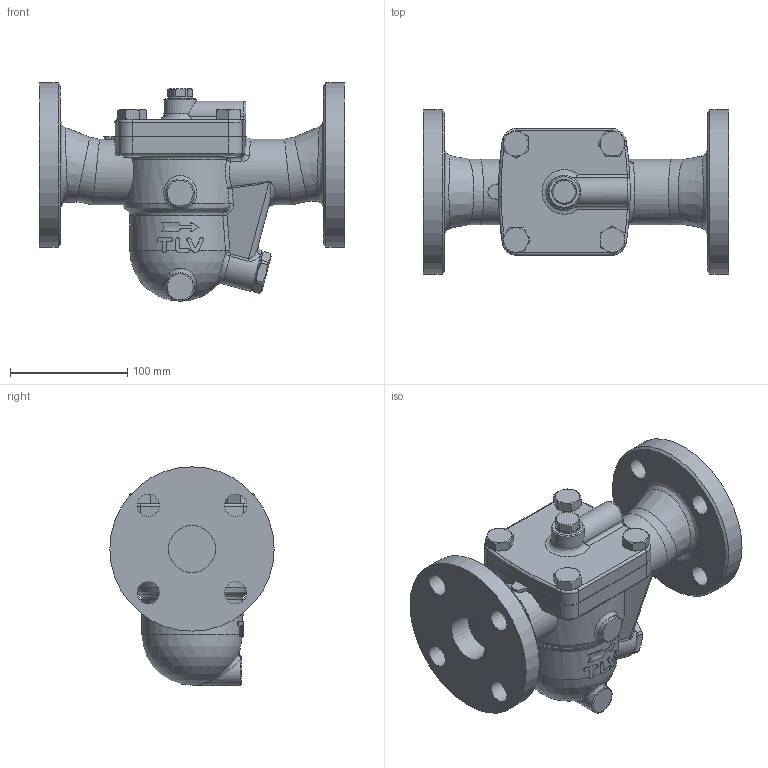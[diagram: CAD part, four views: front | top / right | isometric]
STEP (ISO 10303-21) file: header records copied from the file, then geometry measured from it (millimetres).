
FILE_DESCRIPTION((''),'2;1');
FILE_NAME('j5x00-040-jis10-00.stp','2010-09-28T12:55:46',('nakaot'),(''),'Autodesk Inventor 2008','Autodesk Inventor 2008','');
FILE_SCHEMA(('AUTOMOTIVE_DESIGN { 1 0 10303 214 1 1 1 1 }'));
Length unit declared in the file: millimetre
Products named in the file (1): j5x00-040-jis10-00
Bounding box: 260 x 140 x 186 mm (x, y, z)
Volume: 2003776.9 mm3; surface area: 199272.8 mm2
Topology: 1 solids, 2 shells, 342 faces, 858 edges, 527 vertices
Faces by surface type: plane 100, bspline 83, cylinder 75, cone 66, torus 17, sphere 1
Full cylindrical faces by diameter (mm): 14 x8, 21 x1, 24 x1, 28 x1, 36 x1, 40 x2, 56 x4, 56.832 x1, 77 x1, 140 x2
Entity records: 21836 total; most frequent: CARTESIAN_POINT 14685, ORIENTED_EDGE 1548, DIRECTION 1374, EDGE_CURVE 774, AXIS2_PLACEMENT_3D 611, VERTEX_POINT 494, EDGE_LOOP 426, FACE_OUTER_BOUND 342
